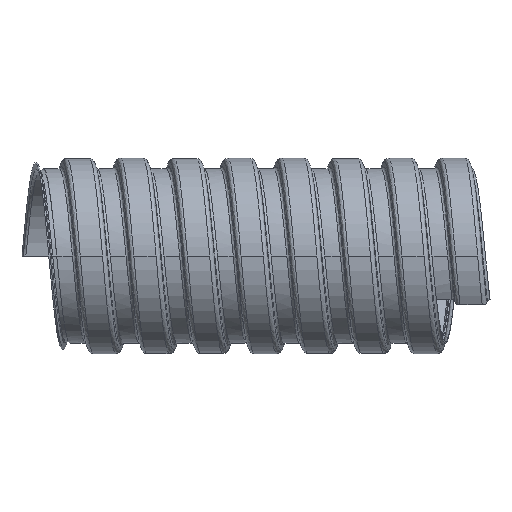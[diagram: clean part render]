
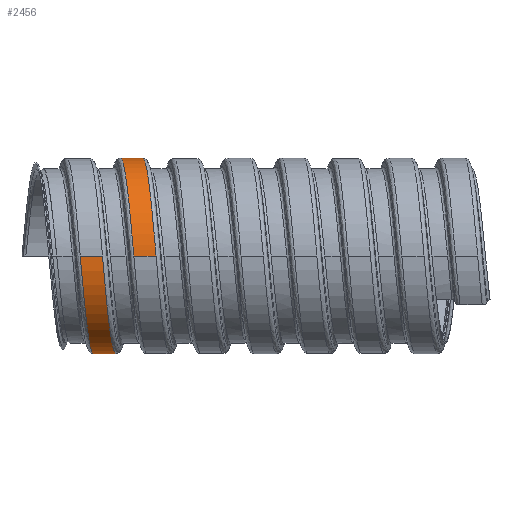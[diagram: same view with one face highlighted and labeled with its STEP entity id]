
A CAD part, front view. The second image highlights one B-rep face of the part: STEP entity #2456.
In plain terms, the highlighted cylindrical face has radius 21.05 mm (diameter 42.1 mm), a full revolution.
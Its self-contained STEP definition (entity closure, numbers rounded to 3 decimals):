
#244=FACE_OUTER_BOUND('',#366,.T.);
#366=EDGE_LOOP('',(#1943,#1944,#1945,#1946));
#561=B_SPLINE_CURVE_WITH_KNOTS('',3,(#13002,#13003,#13004,#13005,#13006,
#13007,#13008,#13009,#13010,#13011,#13012,#13013,#13014,#13015,#13016,#13017),
 .UNSPECIFIED.,.F.,.F.,(4,1,1,1,1,1,1,1,1,1,1,1,1,4),(3.142,
3.474,3.971,4.467,4.963,5.46,
5.956,6.452,6.949,7.445,7.941,
8.438,8.934,9.425),.UNSPECIFIED.);
#562=B_SPLINE_CURVE_WITH_KNOTS('',3,(#13018,#13019,#13020,#13021,#13022,
#13023,#13024,#13025,#13026,#13027,#13028,#13029,#13030,#13031,#13032,#13033),
 .UNSPECIFIED.,.F.,.F.,(4,1,1,1,1,1,1,1,1,1,1,1,1,4),(3.142,
3.474,3.971,4.467,4.963,5.46,
5.956,6.452,6.949,7.445,7.941,
8.438,8.934,9.425),.UNSPECIFIED.);
#694=LINE('',#12974,#818);
#696=LINE('',#13001,#820);
#818=VECTOR('',#3023,21.05);
#820=VECTOR('',#3027,21.05);
#1037=VERTEX_POINT('',#12972);
#1038=VERTEX_POINT('',#12973);
#1041=VERTEX_POINT('',#12999);
#1042=VERTEX_POINT('',#13000);
#1360=EDGE_CURVE('',#1037,#1038,#694,.T.);
#1364=EDGE_CURVE('',#1041,#1042,#696,.T.);
#1365=EDGE_CURVE('',#1037,#1041,#561,.T.);
#1366=EDGE_CURVE('',#1038,#1042,#562,.T.);
#1943=ORIENTED_EDGE('',*,*,#1364,.F.);
#1944=ORIENTED_EDGE('',*,*,#1365,.F.);
#1945=ORIENTED_EDGE('',*,*,#1360,.T.);
#1946=ORIENTED_EDGE('',*,*,#1366,.T.);
#2224=CYLINDRICAL_SURFACE('',#2657,21.05);
#2456=ADVANCED_FACE('',(#244),#2224,.T.);
#2657=AXIS2_PLACEMENT_3D('',#12998,#3025,#3026);
#3023=DIRECTION('',(-1.,0.,0.));
#3025=DIRECTION('center_axis',(1.,0.,0.));
#3026=DIRECTION('ref_axis',(0.,1.,0.));
#3027=DIRECTION('',(-1.,0.,0.));
#12972=CARTESIAN_POINT('',(17.347,-21.049,0.));
#12973=CARTESIAN_POINT('',(12.552,-21.049,0.));
#12974=CARTESIAN_POINT('',(11.572,-21.05,0.));
#12998=CARTESIAN_POINT('Origin',(11.572,0.,
0.));
#12999=CARTESIAN_POINT('',(28.897,-21.052,0.));
#13000=CARTESIAN_POINT('',(24.102,-21.052,0.));
#13001=CARTESIAN_POINT('',(11.572,-21.05,0.));
#13002=CARTESIAN_POINT('Ctrl Pts',(17.347,-21.049,0.));
#13003=CARTESIAN_POINT('Ctrl Pts',(17.55,-21.047,-2.335));
#13004=CARTESIAN_POINT('Ctrl Pts',(18.058,-20.081,-8.155));
#13005=CARTESIAN_POINT('Ctrl Pts',(18.871,-14.817,-16.173));
#13006=CARTESIAN_POINT('Ctrl Pts',(19.783,-5.327,-21.277));
#13007=CARTESIAN_POINT('Ctrl Pts',(20.695,5.449,-21.247));
#13008=CARTESIAN_POINT('Ctrl Pts',(21.608,14.909,-16.088));
#13009=CARTESIAN_POINT('Ctrl Pts',(22.52,20.771,-7.047));
#13010=CARTESIAN_POINT('Ctrl Pts',(23.433,21.621,3.695));
#13011=CARTESIAN_POINT('Ctrl Pts',(24.345,17.252,13.545));
#13012=CARTESIAN_POINT('Ctrl Pts',(25.257,8.72,20.126));
#13013=CARTESIAN_POINT('Ctrl Pts',(26.17,-1.917,21.85));
#13014=CARTESIAN_POINT('Ctrl Pts',(27.082,-12.091,18.301));
#13015=CARTESIAN_POINT('Ctrl Pts',(27.991,-19.319,10.365));
#13016=CARTESIAN_POINT('Ctrl Pts',(28.596,-21.051,3.442));
#13017=CARTESIAN_POINT('Ctrl Pts',(28.897,-21.052,0.));
#13018=CARTESIAN_POINT('Ctrl Pts',(12.552,-21.049,0.));
#13019=CARTESIAN_POINT('Ctrl Pts',(12.755,-21.047,-2.335));
#13020=CARTESIAN_POINT('Ctrl Pts',(13.264,-20.081,-8.155));
#13021=CARTESIAN_POINT('Ctrl Pts',(14.076,-14.817,-16.173));
#13022=CARTESIAN_POINT('Ctrl Pts',(14.988,-5.327,-21.277));
#13023=CARTESIAN_POINT('Ctrl Pts',(15.901,5.449,-21.247));
#13024=CARTESIAN_POINT('Ctrl Pts',(16.813,14.909,-16.088));
#13025=CARTESIAN_POINT('Ctrl Pts',(17.725,20.771,-7.047));
#13026=CARTESIAN_POINT('Ctrl Pts',(18.638,21.621,3.695));
#13027=CARTESIAN_POINT('Ctrl Pts',(19.55,17.252,13.545));
#13028=CARTESIAN_POINT('Ctrl Pts',(20.462,8.72,20.126));
#13029=CARTESIAN_POINT('Ctrl Pts',(21.375,-1.917,21.85));
#13030=CARTESIAN_POINT('Ctrl Pts',(22.287,-12.091,18.301));
#13031=CARTESIAN_POINT('Ctrl Pts',(23.196,-19.319,10.365));
#13032=CARTESIAN_POINT('Ctrl Pts',(23.801,-21.051,3.442));
#13033=CARTESIAN_POINT('Ctrl Pts',(24.102,-21.052,0.));
